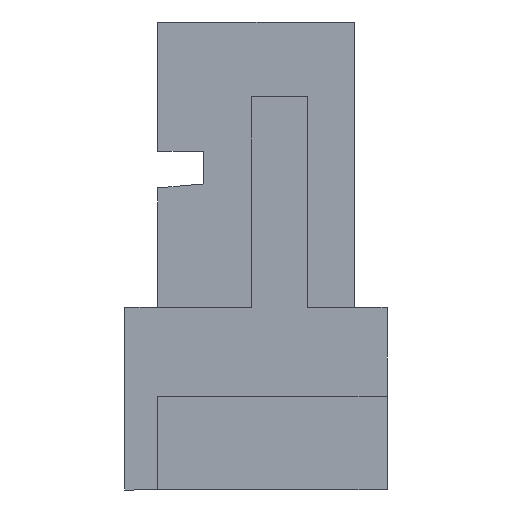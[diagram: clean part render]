
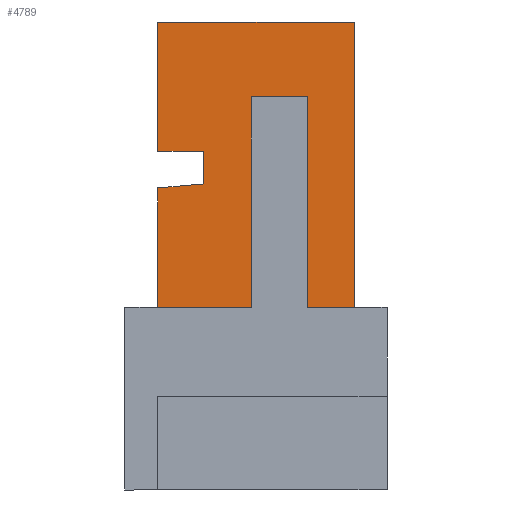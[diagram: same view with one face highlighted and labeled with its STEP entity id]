
A CAD part, left-side view. The second image highlights one B-rep face of the part: STEP entity #4789.
In plain terms, the highlighted planar face has unit normal (-1, 0, 0).
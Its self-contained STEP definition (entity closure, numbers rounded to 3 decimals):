
#859 = EDGE_CURVE ( 'NONE', #936, #860, #3707, .T. ) ;
#860 = VERTEX_POINT ( 'NONE', #3703 ) ;
#909 = VERTEX_POINT ( 'NONE', #3795 ) ;
#911 = EDGE_CURVE ( 'NONE', #909, #912, #3794, .T. ) ;
#912 = VERTEX_POINT ( 'NONE', #3852 ) ;
#925 = EDGE_CURVE ( 'NONE', #946, #926, #3881, .T. ) ;
#926 = VERTEX_POINT ( 'NONE', #3877 ) ;
#935 = EDGE_CURVE ( 'NONE', #953, #936, #3902, .T. ) ;
#936 = VERTEX_POINT ( 'NONE', #3898 ) ;
#945 = EDGE_CURVE ( 'NONE', #912, #946, #3888, .T. ) ;
#946 = VERTEX_POINT ( 'NONE', #3943 ) ;
#952 = EDGE_CURVE ( 'NONE', #926, #953, #3937, .T. ) ;
#953 = VERTEX_POINT ( 'NONE', #3933 ) ;
#3703 = CARTESIAN_POINT ( 'NONE',  ( -7.7, -1.45, 3.9 ) ) ;
#3704 = DIRECTION ( 'NONE',  ( 0., 0., 1. ) ) ;
#3705 = VECTOR ( 'NONE', #3704, 1000. ) ;
#3706 = CARTESIAN_POINT ( 'NONE',  ( -7.7, -1.45, 2.52 ) ) ;
#3707 = LINE ( 'NONE', #3706, #3705 ) ;
#3794 = LINE ( 'NONE', #3855, #3854 ) ;
#3795 = CARTESIAN_POINT ( 'NONE',  ( -7.7, -2.45, 0.85 ) ) ;
#3852 = CARTESIAN_POINT ( 'NONE',  ( -7.7, -1.45, 0.85 ) ) ;
#3853 = DIRECTION ( 'NONE',  ( 0., 1., 0. ) ) ;
#3854 = VECTOR ( 'NONE', #3853, 1000. ) ;
#3855 = CARTESIAN_POINT ( 'NONE',  ( -7.7, -1.45, 0.85 ) ) ;
#3877 = CARTESIAN_POINT ( 'NONE',  ( -7.7, -1.94, 2.17 ) ) ;
#3878 = DIRECTION ( 'NONE',  ( 0., -0.996, 0.087 ) ) ;
#3879 = VECTOR ( 'NONE', #3878, 1000. ) ;
#3880 = CARTESIAN_POINT ( 'NONE',  ( -7.7, -1.45, 2.127 ) ) ;
#3881 = LINE ( 'NONE', #3880, #3879 ) ;
#3888 = LINE ( 'NONE', #3946, #3945 ) ;
#3898 = CARTESIAN_POINT ( 'NONE',  ( -7.7, -1.45, 2.52 ) ) ;
#3899 = DIRECTION ( 'NONE',  ( 0., 1., 0. ) ) ;
#3900 = VECTOR ( 'NONE', #3899, 1000. ) ;
#3901 = CARTESIAN_POINT ( 'NONE',  ( -7.7, -1.94, 2.52 ) ) ;
#3902 = LINE ( 'NONE', #3901, #3900 ) ;
#3933 = CARTESIAN_POINT ( 'NONE',  ( -7.7, -1.94, 2.52 ) ) ;
#3934 = DIRECTION ( 'NONE',  ( 0., 0., 1. ) ) ;
#3935 = VECTOR ( 'NONE', #3934, 1000. ) ;
#3936 = CARTESIAN_POINT ( 'NONE',  ( -7.7, -1.94, 2.17 ) ) ;
#3937 = LINE ( 'NONE', #3936, #3935 ) ;
#3943 = CARTESIAN_POINT ( 'NONE',  ( -7.7, -1.45, 2.127 ) ) ;
#3944 = DIRECTION ( 'NONE',  ( 0., 0., 1. ) ) ;
#3945 = VECTOR ( 'NONE', #3944, 1000. ) ;
#3946 = CARTESIAN_POINT ( 'NONE',  ( -7.7, -1.45, 0.85 ) ) ;
#4628 = ORIENTED_EDGE ( 'NONE', *, *, #4741, .F. ) ;
#4629 = ORIENTED_EDGE ( 'NONE', *, *, #4805, .F. ) ;
#4636 = EDGE_CURVE ( 'NONE', #4682, #4637, #6381, .T. ) ;
#4637 = VERTEX_POINT ( 'NONE', #6377 ) ;
#4681 = EDGE_CURVE ( 'NONE', #4733, #4682, #6503, .T. ) ;
#4682 = VERTEX_POINT ( 'NONE', #6499 ) ;
#4732 = EDGE_CURVE ( 'NONE', #860, #4733, #6585, .T. ) ;
#4733 = VERTEX_POINT ( 'NONE', #6581 ) ;
#4741 = EDGE_CURVE ( 'NONE', #4637, #4742, #6612, .T. ) ;
#4742 = VERTEX_POINT ( 'NONE', #6608 ) ;
#4783 = ORIENTED_EDGE ( 'NONE', *, *, #952, .F. ) ;
#4784 = ORIENTED_EDGE ( 'NONE', *, *, #925, .F. ) ;
#4785 = ORIENTED_EDGE ( 'NONE', *, *, #945, .F. ) ;
#4786 = ORIENTED_EDGE ( 'NONE', *, *, #4791, .F. ) ;
#4787 = ORIENTED_EDGE ( 'NONE', *, *, #911, .F. ) ;
#4789 = ADVANCED_FACE ( 'NONE', ( #6730 ), #6715, .F. ) ;
#4790 = EDGE_LOOP ( 'NONE', ( #4795, #4793, #4794, #4792, #4796, #4783, #4784, #4785, #4787, #4786, #4629, #4628 ) ) ;
#4791 = EDGE_CURVE ( 'NONE', #4801, #909, #6763, .T. ) ;
#4792 = ORIENTED_EDGE ( 'NONE', *, *, #859, .F. ) ;
#4793 = ORIENTED_EDGE ( 'NONE', *, *, #4681, .F. ) ;
#4794 = ORIENTED_EDGE ( 'NONE', *, *, #4732, .F. ) ;
#4795 = ORIENTED_EDGE ( 'NONE', *, *, #4636, .F. ) ;
#4796 = ORIENTED_EDGE ( 'NONE', *, *, #935, .F. ) ;
#4801 = VERTEX_POINT ( 'NONE', #6738 ) ;
#4805 = EDGE_CURVE ( 'NONE', #4742, #4801, #6792, .T. ) ;
#6377 = CARTESIAN_POINT ( 'NONE',  ( -7.7, -3.05, 0.85 ) ) ;
#6378 = DIRECTION ( 'NONE',  ( 0., 1., 0. ) ) ;
#6379 = VECTOR ( 'NONE', #6378, 1000. ) ;
#6380 = CARTESIAN_POINT ( 'NONE',  ( -7.7, -3.05, 0.85 ) ) ;
#6381 = LINE ( 'NONE', #6380, #6379 ) ;
#6499 = CARTESIAN_POINT ( 'NONE',  ( -7.7, -3.55, 0.85 ) ) ;
#6500 = DIRECTION ( 'NONE',  ( 0., 0., -1. ) ) ;
#6501 = VECTOR ( 'NONE', #6500, 1000. ) ;
#6502 = CARTESIAN_POINT ( 'NONE',  ( -7.7, -3.55, 3.9 ) ) ;
#6503 = LINE ( 'NONE', #6502, #6501 ) ;
#6581 = CARTESIAN_POINT ( 'NONE',  ( -7.7, -3.55, 3.9 ) ) ;
#6582 = DIRECTION ( 'NONE',  ( 0., -1., 0. ) ) ;
#6583 = VECTOR ( 'NONE', #6582, 1000. ) ;
#6584 = CARTESIAN_POINT ( 'NONE',  ( -7.7, -1.45, 3.9 ) ) ;
#6585 = LINE ( 'NONE', #6584, #6583 ) ;
#6608 = CARTESIAN_POINT ( 'NONE',  ( -7.7, -3.05, 3.1 ) ) ;
#6609 = DIRECTION ( 'NONE',  ( 0., 0., 1. ) ) ;
#6610 = VECTOR ( 'NONE', #6609, 1000. ) ;
#6611 = CARTESIAN_POINT ( 'NONE',  ( -7.7, -3.05, 0.85 ) ) ;
#6612 = LINE ( 'NONE', #6611, #6610 ) ;
#6714 = AXIS2_PLACEMENT_3D ( 'NONE', #6767, #6766, #6765 ) ;
#6715 = PLANE ( 'NONE',  #6714 ) ;
#6730 = FACE_OUTER_BOUND ( 'NONE', #4790, .T. ) ;
#6738 = CARTESIAN_POINT ( 'NONE',  ( -7.7, -2.45, 3.1 ) ) ;
#6760 = DIRECTION ( 'NONE',  ( 0., 0., -1. ) ) ;
#6761 = VECTOR ( 'NONE', #6760, 1000. ) ;
#6762 = CARTESIAN_POINT ( 'NONE',  ( -7.7, -2.45, 3.1 ) ) ;
#6763 = LINE ( 'NONE', #6762, #6761 ) ;
#6765 = DIRECTION ( 'NONE',  ( 0., 1., 0. ) ) ;
#6766 = DIRECTION ( 'NONE',  ( 1., 0., 0. ) ) ;
#6767 = CARTESIAN_POINT ( 'NONE',  ( -7.7, -1.45, 0.85 ) ) ;
#6789 = DIRECTION ( 'NONE',  ( 0., 1., 0. ) ) ;
#6790 = VECTOR ( 'NONE', #6789, 1000. ) ;
#6791 = CARTESIAN_POINT ( 'NONE',  ( -7.7, -3.05, 3.1 ) ) ;
#6792 = LINE ( 'NONE', #6791, #6790 ) ;
